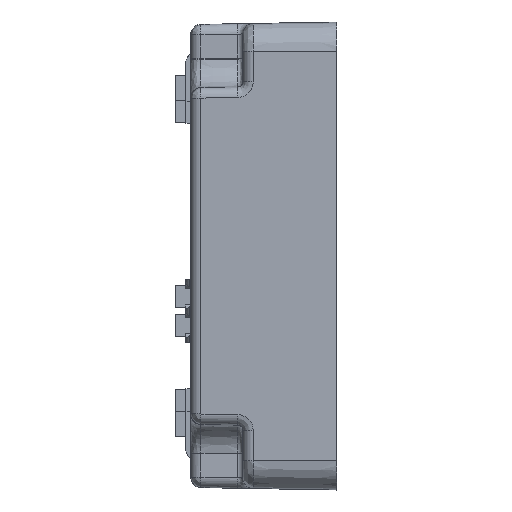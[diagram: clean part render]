
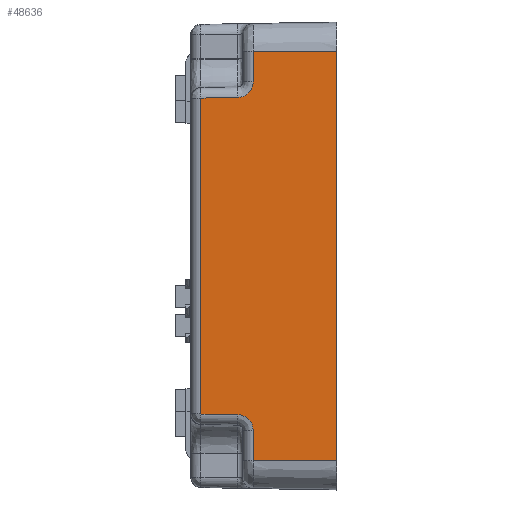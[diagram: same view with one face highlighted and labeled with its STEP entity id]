
A CAD part, left-side view. The second image highlights one B-rep face of the part: STEP entity #48636.
In plain terms, the highlighted planar face has unit normal (-1, 0.018, 0).
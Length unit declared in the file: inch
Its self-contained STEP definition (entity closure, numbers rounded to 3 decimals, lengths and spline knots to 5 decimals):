
#23680 = CARTESIAN_POINT ( 'NONE',  ( -1.353, 0.22487, 0.98 ) ) ;
#24269 = CARTESIAN_POINT ( 'NONE',  ( -1.353, 0.22487, -0.98 ) ) ;
#27547 = CARTESIAN_POINT ( 'NONE',  ( -1.35221, 0.27014, 0.76507 ) ) ;
#27549 = CARTESIAN_POINT ( 'NONE',  ( -1.35223, 0.26897, 0.76559 ) ) ;
#27567 = CARTESIAN_POINT ( 'NONE',  ( -1.35226, 0.26724, 0.76638 ) ) ;
#28439 = CARTESIAN_POINT ( 'NONE',  ( -1.35172, 0.29856, 0.75894 ) ) ;
#28442 = CARTESIAN_POINT ( 'NONE',  ( -1.35188, 0.28911, 0.75911 ) ) ;
#28455 = CARTESIAN_POINT ( 'NONE',  ( -1.35204, 0.28002, 0.76099 ) ) ;
#28457 = CARTESIAN_POINT ( 'NONE',  ( -1.3522, 0.27077, 0.7648 ) ) ;
#29269 = B_SPLINE_CURVE_WITH_KNOTS ( 'NONE', 3,
 ( #29366, #29363, #29359, #29356, #29352, #29349, #29346, #29342, #29339, #29337, #29334, #29331, #29328, #27567, #27549, #27547, #28457, #28455, #28442, #28439 ),
 .UNSPECIFIED., .F., .F.,
 ( 4, 1, 1, 1, 2, 2, 2, 1, 1, 1, 2, 2, 4 ),
 ( 0., 0.125, 0.1875, 0.21875, 0.23437, 0.25, 0.5, 0.625, 0.6875, 0.71875, 0.73438, 0.75, 1. ),
 .UNSPECIFIED. ) ;
#29320 = CARTESIAN_POINT ( 'NONE',  ( -1.35172, 0.29856, 0.75894 ) ) ;
#29328 = CARTESIAN_POINT ( 'NONE',  ( -1.35233, 0.26329, 0.76836 ) ) ;
#29331 = CARTESIAN_POINT ( 'NONE',  ( -1.35246, 0.25576, 0.77289 ) ) ;
#29334 = CARTESIAN_POINT ( 'NONE',  ( -1.35256, 0.24996, 0.77772 ) ) ;
#29337 = CARTESIAN_POINT ( 'NONE',  ( -1.35275, 0.23922, 0.78865 ) ) ;
#29339 = CARTESIAN_POINT ( 'NONE',  ( -1.35285, 0.23375, 0.79708 ) ) ;
#29342 = CARTESIAN_POINT ( 'NONE',  ( -1.35292, 0.2298, 0.80719 ) ) ;
#29346 = CARTESIAN_POINT ( 'NONE',  ( -1.35292, 0.22961, 0.80769 ) ) ;
#29349 = CARTESIAN_POINT ( 'NONE',  ( -1.35293, 0.22921, 0.80879 ) ) ;
#29352 = CARTESIAN_POINT ( 'NONE',  ( -1.35294, 0.22862, 0.81045 ) ) ;
#29356 = CARTESIAN_POINT ( 'NONE',  ( -1.35296, 0.2274, 0.81435 ) ) ;
#29359 = CARTESIAN_POINT ( 'NONE',  ( -1.35299, 0.22552, 0.82225 ) ) ;
#29363 = CARTESIAN_POINT ( 'NONE',  ( -1.353, 0.22488, 0.82921 ) ) ;
#29366 = CARTESIAN_POINT ( 'NONE',  ( -1.353, 0.22487, 0.83393 ) ) ;
#29628 = CARTESIAN_POINT ( 'NONE',  ( -1.353, 0.22487, -0.83424 ) ) ;
#29789 = LINE ( 'NONE', #29981, #29979 ) ;
#29793 = CARTESIAN_POINT ( 'NONE',  ( -1.353, 0.22487, 0.83393 ) ) ;
#29977 = DIRECTION ( 'NONE',  ( 0., 0., -1. ) ) ;
#29979 = VECTOR ( 'NONE', #29977, 39.37008 ) ;
#29981 = CARTESIAN_POINT ( 'NONE',  ( -1.353, 0.22487, 0.98 ) ) ;
#30160 = DIRECTION ( 'NONE',  ( 0.017, 1., -0.017 ) ) ;
#30163 = VECTOR ( 'NONE', #30160, 39.37008 ) ;
#30166 = CARTESIAN_POINT ( 'NONE',  ( -1.35172, 0.29856, 0.75894 ) ) ;
#30175 = LINE ( 'NONE', #30166, #30163 ) ;
#30529 = CARTESIAN_POINT ( 'NONE',  ( -1.34864, 0.47487, -0.75618 ) ) ;
#30531 = DIRECTION ( 'NONE',  ( -0.017, -1., -0.017 ) ) ;
#30532 = VECTOR ( 'NONE', #30531, 39.37008 ) ;
#30534 = CARTESIAN_POINT ( 'NONE',  ( -1.34864, 0.47487, -0.75618 ) ) ;
#30547 = LINE ( 'NONE', #30534, #30532 ) ;
#30566 = CARTESIAN_POINT ( 'NONE',  ( -1.3518, 0.29384, -0.75934 ) ) ;
#30569 = CARTESIAN_POINT ( 'NONE',  ( -1.35172, 0.29856, -0.75925 ) ) ;
#30579 = B_SPLINE_CURVE_WITH_KNOTS ( 'NONE', 3,
 ( #30569, #30566, #30734, #30732, #30729, #30727, #30725, #30723, #30720, #30719, #30717, #30714, #30712, #30711, #30708, #30707, #30705, #30703, #30701, #30699 ),
 .UNSPECIFIED., .F., .F.,
 ( 4, 1, 1, 1, 2, 2, 2, 1, 1, 1, 2, 2, 4 ),
 ( 0., 0.125, 0.1875, 0.21875, 0.23437, 0.25, 0.5, 0.625, 0.6875, 0.71875, 0.73437, 0.75, 1. ),
 .UNSPECIFIED. ) ;
#30583 = CARTESIAN_POINT ( 'NONE',  ( -1.35172, 0.29856, -0.75925 ) ) ;
#30589 = CARTESIAN_POINT ( 'NONE',  ( -1.34864, 0.47487, 0.75587 ) ) ;
#30699 = CARTESIAN_POINT ( 'NONE',  ( -1.353, 0.22487, -0.83424 ) ) ;
#30701 = CARTESIAN_POINT ( 'NONE',  ( -1.353, 0.22488, -0.82478 ) ) ;
#30703 = CARTESIAN_POINT ( 'NONE',  ( -1.35297, 0.2266, -0.81567 ) ) ;
#30705 = CARTESIAN_POINT ( 'NONE',  ( -1.35291, 0.23025, -0.80636 ) ) ;
#30707 = CARTESIAN_POINT ( 'NONE',  ( -1.3529, 0.23051, -0.80572 ) ) ;
#30708 = CARTESIAN_POINT ( 'NONE',  ( -1.3529, 0.231, -0.80454 ) ) ;
#30711 = CARTESIAN_POINT ( 'NONE',  ( -1.35288, 0.23176, -0.80279 ) ) ;
#30712 = CARTESIAN_POINT ( 'NONE',  ( -1.35285, 0.23368, -0.79881 ) ) ;
#30714 = CARTESIAN_POINT ( 'NONE',  ( -1.35277, 0.23807, -0.7912 ) ) ;
#30717 = CARTESIAN_POINT ( 'NONE',  ( -1.35269, 0.2428, -0.78532 ) ) ;
#30719 = CARTESIAN_POINT ( 'NONE',  ( -1.3525, 0.25354, -0.77439 ) ) ;
#30720 = CARTESIAN_POINT ( 'NONE',  ( -1.35236, 0.26187, -0.76878 ) ) ;
#30723 = CARTESIAN_POINT ( 'NONE',  ( -1.35218, 0.27191, -0.76465 ) ) ;
#30725 = CARTESIAN_POINT ( 'NONE',  ( -1.35217, 0.27241, -0.76445 ) ) ;
#30727 = CARTESIAN_POINT ( 'NONE',  ( -1.35215, 0.27351, -0.76403 ) ) ;
#30729 = CARTESIAN_POINT ( 'NONE',  ( -1.35213, 0.27515, -0.76342 ) ) ;
#30732 = CARTESIAN_POINT ( 'NONE',  ( -1.35206, 0.27903, -0.76213 ) ) ;
#30734 = CARTESIAN_POINT ( 'NONE',  ( -1.35192, 0.2869, -0.76011 ) ) ;
#30794 = DIRECTION ( 'NONE',  ( 0., 0., -1. ) ) ;
#30795 = VECTOR ( 'NONE', #30794, 39.37008 ) ;
#30798 = CARTESIAN_POINT ( 'NONE',  ( -1.353, 0.22487, 0.98 ) ) ;
#30822 = LINE ( 'NONE', #30798, #30795 ) ;
#43881 = VERTEX_POINT ( 'NONE', #23680 ) ;
#43948 = VERTEX_POINT ( 'NONE', #24269 ) ;
#44604 = VERTEX_POINT ( 'NONE', #29320 ) ;
#44609 = EDGE_CURVE ( 'NONE', #44638, #44604, #29269, .T. ) ;
#44624 = VERTEX_POINT ( 'NONE', #29628 ) ;
#44638 = VERTEX_POINT ( 'NONE', #29793 ) ;
#44643 = EDGE_CURVE ( 'NONE', #43881, #44638, #29789, .T. ) ;
#44697 = EDGE_CURVE ( 'NONE', #44604, #44766, #30175, .T. ) ;
#44732 = EDGE_CURVE ( 'NONE', #44735, #44774, #30547, .T. ) ;
#44735 = VERTEX_POINT ( 'NONE', #30529 ) ;
#44766 = VERTEX_POINT ( 'NONE', #30589 ) ;
#44770 = EDGE_CURVE ( 'NONE', #44774, #44624, #30579, .T. ) ;
#44774 = VERTEX_POINT ( 'NONE', #30583 ) ;
#44791 = EDGE_CURVE ( 'NONE', #44624, #43948, #30822, .T. ) ;
#45690 = DIRECTION ( 'NONE',  ( -0.017, -1., 0. ) ) ;
#45691 = VECTOR ( 'NONE', #45690, 39.37008 ) ;
#45695 = CARTESIAN_POINT ( 'NONE',  ( -1.36, -0.176, -0.98 ) ) ;
#45698 = LINE ( 'NONE', #45695, #45691 ) ;
#45788 = CARTESIAN_POINT ( 'NONE',  ( -1.36, -0.176, 0.98 ) ) ;
#46338 = DIRECTION ( 'NONE',  ( 0.017, 1., 0. ) ) ;
#46339 = VECTOR ( 'NONE', #46338, 39.37008 ) ;
#46343 = CARTESIAN_POINT ( 'NONE',  ( -1.36, -0.176, 0.98 ) ) ;
#46344 = LINE ( 'NONE', #46343, #46339 ) ;
#46650 = CARTESIAN_POINT ( 'NONE',  ( -1.36, -0.176, -0.98 ) ) ;
#47199 = EDGE_CURVE ( 'NONE', #43948, #47384, #45698, .T. ) ;
#47213 = VERTEX_POINT ( 'NONE', #45788 ) ;
#47338 = EDGE_CURVE ( 'NONE', #47213, #43881, #46344, .T. ) ;
#47384 = VERTEX_POINT ( 'NONE', #46650 ) ;
#48436 = EDGE_LOOP ( 'NONE', ( #48438, #48442, #48585, #48587, #48590, #48593, #48599, #48601, #48603, #48605 ) ) ;
#48438 = ORIENTED_EDGE ( 'NONE', *, *, #48440, .T. ) ;
#48440 = EDGE_CURVE ( 'NONE', #47384, #47213, #53181, .T. ) ;
#48442 = ORIENTED_EDGE ( 'NONE', *, *, #47338, .T. ) ;
#48585 = ORIENTED_EDGE ( 'NONE', *, *, #44643, .T. ) ;
#48587 = ORIENTED_EDGE ( 'NONE', *, *, #44609, .T. ) ;
#48590 = ORIENTED_EDGE ( 'NONE', *, *, #44697, .T. ) ;
#48593 = ORIENTED_EDGE ( 'NONE', *, *, #48596, .F. ) ;
#48596 = EDGE_CURVE ( 'NONE', #44735, #44766, #53871, .T. ) ;
#48599 = ORIENTED_EDGE ( 'NONE', *, *, #44732, .T. ) ;
#48601 = ORIENTED_EDGE ( 'NONE', *, *, #44770, .T. ) ;
#48603 = ORIENTED_EDGE ( 'NONE', *, *, #44791, .T. ) ;
#48605 = ORIENTED_EDGE ( 'NONE', *, *, #47199, .T. ) ;
#48636 = ADVANCED_FACE ( 'NONE', ( #54132 ), #54257, .T. ) ;
#53176 = DIRECTION ( 'NONE',  ( 0., 0., 1. ) ) ;
#53177 = VECTOR ( 'NONE', #53176, 39.37008 ) ;
#53180 = CARTESIAN_POINT ( 'NONE',  ( -1.36, -0.176, -0.98 ) ) ;
#53181 = LINE ( 'NONE', #53180, #53177 ) ;
#53852 = DIRECTION ( 'NONE',  ( 0., 0., 1. ) ) ;
#53854 = VECTOR ( 'NONE', #53852, 39.37008 ) ;
#53857 = CARTESIAN_POINT ( 'NONE',  ( -1.34864, 0.47487, -0.98 ) ) ;
#53871 = LINE ( 'NONE', #53857, #53854 ) ;
#54132 = FACE_OUTER_BOUND ( 'NONE', #48436, .T. ) ;
#54244 = DIRECTION ( 'NONE',  ( -0.017, -1., 0. ) ) ;
#54247 = DIRECTION ( 'NONE',  ( -1., 0.017, 0. ) ) ;
#54249 = CARTESIAN_POINT ( 'NONE',  ( -1.36, -0.176, 0.98 ) ) ;
#54250 = AXIS2_PLACEMENT_3D ( 'NONE', #54249, #54247, #54244 ) ;
#54257 = PLANE ( 'NONE',  #54250 ) ;
